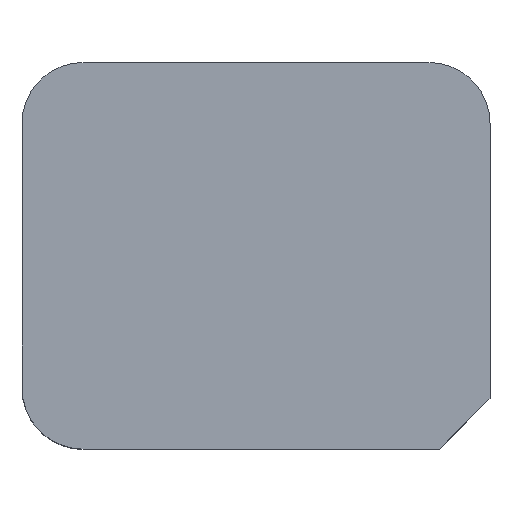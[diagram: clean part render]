
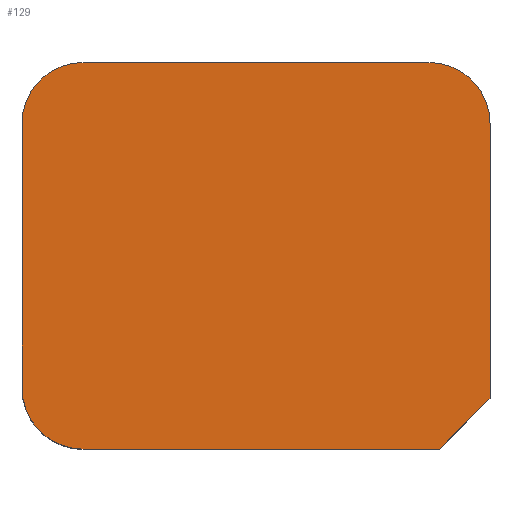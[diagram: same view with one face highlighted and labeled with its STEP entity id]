
A CAD part, top view. The second image highlights one B-rep face of the part: STEP entity #129.
In plain terms, the highlighted planar face has unit normal (0, 0, 1).
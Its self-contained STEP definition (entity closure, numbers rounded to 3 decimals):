
#116=CIRCLE('',#285,0.03);
#118=CIRCLE('',#291,0.03);
#120=CIRCLE('',#295,0.03);
#129=ADVANCED_FACE('',(#146),#136,.T.);
#136=PLANE('',#297);
#146=FACE_OUTER_BOUND('',#156,.T.);
#156=EDGE_LOOP('',(#190,#191,#192,#193,#194,#195,#196,#197));
#190=ORIENTED_EDGE('',*,*,#224,.F.);
#191=ORIENTED_EDGE('',*,*,#228,.T.);
#192=ORIENTED_EDGE('',*,*,#231,.F.);
#193=ORIENTED_EDGE('',*,*,#234,.T.);
#194=ORIENTED_EDGE('',*,*,#237,.F.);
#195=ORIENTED_EDGE('',*,*,#240,.T.);
#196=ORIENTED_EDGE('',*,*,#243,.F.);
#197=ORIENTED_EDGE('',*,*,#245,.T.);
#208=VERTEX_POINT('',#356);
#209=VERTEX_POINT('',#358);
#211=VERTEX_POINT('',#364);
#213=VERTEX_POINT('',#370);
#215=VERTEX_POINT('',#376);
#217=VERTEX_POINT('',#382);
#219=VERTEX_POINT('',#388);
#221=VERTEX_POINT('',#394);
#224=EDGE_CURVE('',#208,#209,#248,.T.);
#228=EDGE_CURVE('',#208,#211,#116,.T.);
#231=EDGE_CURVE('',#213,#211,#253,.T.);
#234=EDGE_CURVE('',#213,#215,#256,.T.);
#237=EDGE_CURVE('',#217,#215,#259,.T.);
#240=EDGE_CURVE('',#217,#219,#118,.T.);
#243=EDGE_CURVE('',#221,#219,#263,.T.);
#245=EDGE_CURVE('',#221,#209,#120,.T.);
#248=LINE('',#357,#266);
#253=LINE('',#371,#271);
#256=LINE('',#377,#274);
#259=LINE('',#383,#277);
#263=LINE('',#395,#281);
#266=VECTOR('',#303,1.);
#271=VECTOR('',#316,1.);
#274=VECTOR('',#321,1.);
#277=VECTOR('',#326,1.);
#281=VECTOR('',#338,1.);
#285=AXIS2_PLACEMENT_3D('',#365,#310,#311);
#291=AXIS2_PLACEMENT_3D('',#389,#332,#333);
#295=AXIS2_PLACEMENT_3D('',#398,#343,#344);
#297=AXIS2_PLACEMENT_3D('',#400,#347,#348);
#303=DIRECTION('',(0.,1.,0.));
#310=DIRECTION('',(0.,0.,1.));
#311=DIRECTION('',(1.,0.,0.));
#316=DIRECTION('',(-1.,0.,0.));
#321=DIRECTION('',(0.707,0.707,0.));
#326=DIRECTION('',(0.,-1.,0.));
#332=DIRECTION('',(0.,0.,1.));
#333=DIRECTION('',(1.,0.,0.));
#338=DIRECTION('',(1.,0.,0.));
#343=DIRECTION('',(0.,0.,1.));
#344=DIRECTION('',(1.,0.,0.));
#347=DIRECTION('',(0.,0.,1.));
#348=DIRECTION('',(-1.,0.,0.));
#356=CARTESIAN_POINT('',(0.385,0.185,0.25));
#357=CARTESIAN_POINT('',(0.385,0.25,0.25));
#358=CARTESIAN_POINT('',(0.385,0.315,0.25));
#364=CARTESIAN_POINT('',(0.415,0.155,0.25));
#365=CARTESIAN_POINT('',(0.415,0.185,0.25));
#370=CARTESIAN_POINT('',(0.59,0.155,0.25));
#371=CARTESIAN_POINT('',(0.5,0.155,0.25));
#376=CARTESIAN_POINT('',(0.615,0.18,0.25));
#377=CARTESIAN_POINT('',(0.593,0.158,0.25));
#382=CARTESIAN_POINT('',(0.615,0.315,0.25));
#383=CARTESIAN_POINT('',(0.615,0.25,0.25));
#388=CARTESIAN_POINT('',(0.585,0.345,0.25));
#389=CARTESIAN_POINT('',(0.585,0.315,0.25));
#394=CARTESIAN_POINT('',(0.415,0.345,0.25));
#395=CARTESIAN_POINT('',(0.5,0.345,0.25));
#398=CARTESIAN_POINT('',(0.415,0.315,0.25));
#400=CARTESIAN_POINT('',(0.5,0.25,0.25));
